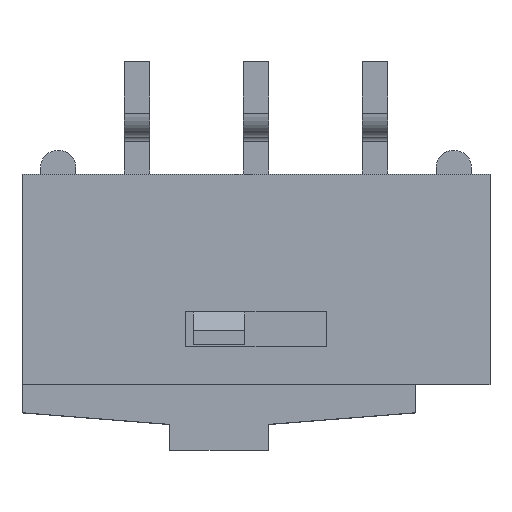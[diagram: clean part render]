
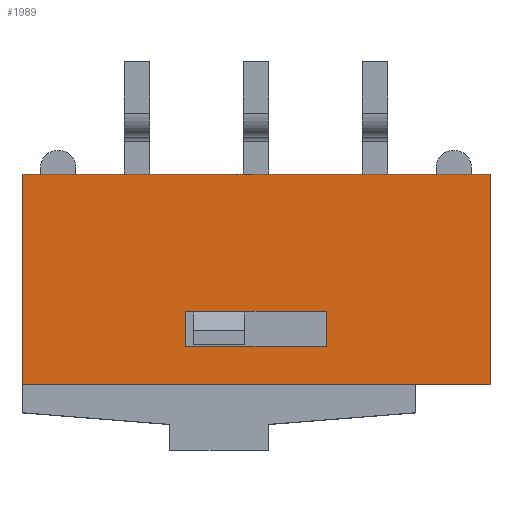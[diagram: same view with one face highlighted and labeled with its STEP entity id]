
A CAD part, top view. The second image highlights one B-rep face of the part: STEP entity #1989.
In plain terms, the highlighted planar face has unit normal (0, 0, 1).
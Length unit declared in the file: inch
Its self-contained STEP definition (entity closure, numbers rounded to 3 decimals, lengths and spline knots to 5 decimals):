
#21=FACE_BOUND('',#262,.T.);
#148=FACE_OUTER_BOUND('',#261,.T.);
#261=EDGE_LOOP('',(#1741,#1742,#1743,#1744,#1745,#1746));
#262=EDGE_LOOP('',(#1747,#1748,#1749,#1750));
#416=LINE('',#3023,#657);
#430=LINE('',#3050,#671);
#431=LINE('',#3055,#672);
#467=LINE('',#3132,#708);
#471=LINE('',#3140,#712);
#477=LINE('',#3151,#718);
#478=LINE('',#3153,#719);
#507=LINE('',#3230,#748);
#508=LINE('',#3232,#749);
#509=LINE('',#3233,#750);
#657=VECTOR('',#2469,0.3937);
#671=VECTOR('',#2495,0.3937);
#672=VECTOR('',#2500,0.3937);
#708=VECTOR('',#2566,0.3937);
#712=VECTOR('',#2574,0.3937);
#718=VECTOR('',#2586,0.3937);
#719=VECTOR('',#2589,0.3937);
#748=VECTOR('',#2664,0.3937);
#749=VECTOR('',#2665,0.3937);
#750=VECTOR('',#2666,0.3937);
#903=VERTEX_POINT('',#3020);
#904=VERTEX_POINT('',#3022);
#911=VERTEX_POINT('',#3048);
#913=VERTEX_POINT('',#3054);
#938=VERTEX_POINT('',#3129);
#939=VERTEX_POINT('',#3131);
#941=VERTEX_POINT('',#3139);
#943=VERTEX_POINT('',#3149);
#968=VERTEX_POINT('',#3229);
#969=VERTEX_POINT('',#3231);
#1138=EDGE_CURVE('',#904,#903,#416,.T.);
#1152=EDGE_CURVE('',#903,#911,#430,.T.);
#1154=EDGE_CURVE('',#913,#904,#431,.T.);
#1191=EDGE_CURVE('',#939,#938,#467,.T.);
#1195=EDGE_CURVE('',#941,#939,#471,.T.);
#1201=EDGE_CURVE('',#938,#943,#477,.T.);
#1202=EDGE_CURVE('',#943,#941,#478,.T.);
#1239=EDGE_CURVE('',#968,#913,#507,.T.);
#1240=EDGE_CURVE('',#911,#969,#508,.T.);
#1241=EDGE_CURVE('',#969,#968,#509,.T.);
#1741=ORIENTED_EDGE('',*,*,#1239,.T.);
#1742=ORIENTED_EDGE('',*,*,#1154,.T.);
#1743=ORIENTED_EDGE('',*,*,#1138,.T.);
#1744=ORIENTED_EDGE('',*,*,#1152,.T.);
#1745=ORIENTED_EDGE('',*,*,#1240,.T.);
#1746=ORIENTED_EDGE('',*,*,#1241,.T.);
#1747=ORIENTED_EDGE('',*,*,#1195,.T.);
#1748=ORIENTED_EDGE('',*,*,#1191,.T.);
#1749=ORIENTED_EDGE('',*,*,#1201,.T.);
#1750=ORIENTED_EDGE('',*,*,#1202,.T.);
#1882=PLANE('',#2150);
#1989=ADVANCED_FACE('',(#148,#21),#1882,.T.);
#2150=AXIS2_PLACEMENT_3D('',#3228,#2662,#2663);
#2469=DIRECTION('',(1.,0.,0.));
#2495=DIRECTION('',(1.,0.,0.));
#2500=DIRECTION('',(1.,0.,0.));
#2566=DIRECTION('',(-1.,0.,0.));
#2574=DIRECTION('',(0.,-1.,0.));
#2586=DIRECTION('',(0.,1.,0.));
#2589=DIRECTION('',(1.,0.,0.));
#2662=DIRECTION('center_axis',(0.,0.,
1.));
#2663=DIRECTION('ref_axis',(-1.,0.,0.));
#2664=DIRECTION('',(0.,-1.,0.));
#2665=DIRECTION('',(0.,1.,0.));
#2666=DIRECTION('',(-1.,0.,0.));
#3020=CARTESIAN_POINT('',(0.13425,-0.08858,0.04921));
#3022=CARTESIAN_POINT('',(-0.19646,-0.08858,0.04921));
#3023=CARTESIAN_POINT('',(0.19685,-0.08858,0.04921));
#3048=CARTESIAN_POINT('',(0.19685,-0.08858,0.04921));
#3050=CARTESIAN_POINT('',(0.19685,-0.08858,0.04921));
#3054=CARTESIAN_POINT('',(-0.19685,-0.08858,0.04921));
#3055=CARTESIAN_POINT('',(0.19685,-0.08858,0.04921));
#3129=CARTESIAN_POINT('',(-0.05906,-0.0563,0.04921));
#3131=CARTESIAN_POINT('',(0.05906,-0.0563,0.04921));
#3132=CARTESIAN_POINT('',(-0.02953,-0.0563,0.04921));
#3139=CARTESIAN_POINT('',(0.05906,-0.02677,0.04921));
#3140=CARTESIAN_POINT('',(0.05906,-0.02815,0.04921));
#3149=CARTESIAN_POINT('',(-0.05906,-0.02677,0.04921));
#3151=CARTESIAN_POINT('',(-0.05906,-0.01339,0.04921));
#3153=CARTESIAN_POINT('',(0.02953,-0.02677,0.04921));
#3228=CARTESIAN_POINT('Origin',(0.,0.,
0.04921));
#3229=CARTESIAN_POINT('',(-0.19685,0.08858,0.04921));
#3230=CARTESIAN_POINT('',(-0.19685,-0.08858,0.04921));
#3231=CARTESIAN_POINT('',(0.19685,0.08858,0.04921));
#3232=CARTESIAN_POINT('',(0.19685,0.08858,0.04921));
#3233=CARTESIAN_POINT('',(-0.19685,0.08858,0.04921));
